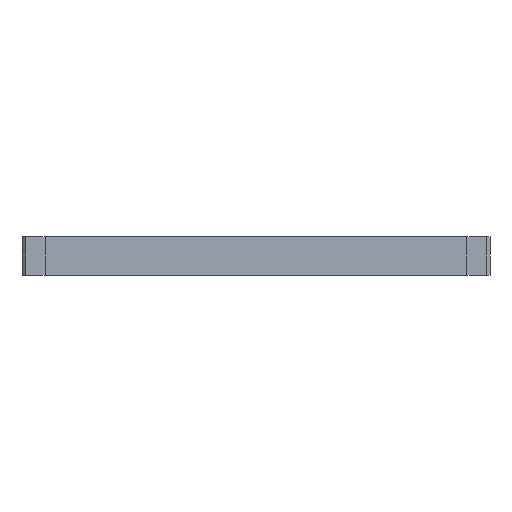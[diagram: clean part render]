
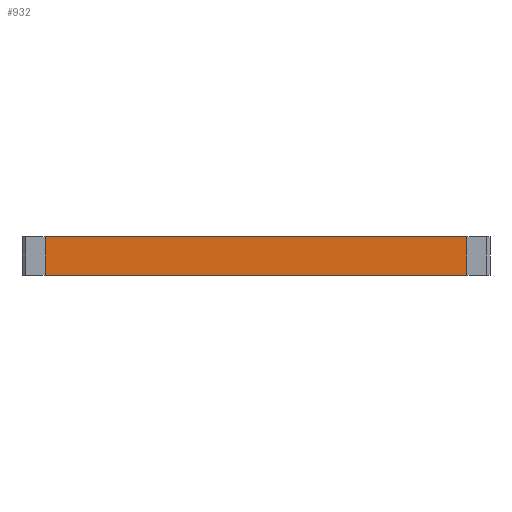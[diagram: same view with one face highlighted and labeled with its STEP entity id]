
A CAD part, left-side view. The second image highlights one B-rep face of the part: STEP entity #932.
In plain terms, the highlighted planar face has unit normal (-1, 0, 0).
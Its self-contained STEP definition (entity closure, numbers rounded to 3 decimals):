
#47=PLANE('',#1050);
#94=FACE_OUTER_BOUND('',#150,.T.);
#150=EDGE_LOOP('',(#786,#787,#788,#789));
#202=LINE('',#1466,#286);
#239=LINE('',#1583,#323);
#240=LINE('',#1586,#324);
#241=LINE('',#1587,#325);
#286=VECTOR('',#1187,10.);
#323=VECTOR('',#1304,10.);
#324=VECTOR('',#1307,10.);
#325=VECTOR('',#1308,10.);
#425=VERTEX_POINT('',#1463);
#426=VERTEX_POINT('',#1465);
#466=VERTEX_POINT('',#1581);
#467=VERTEX_POINT('',#1585);
#531=EDGE_CURVE('',#425,#426,#202,.T.);
#588=EDGE_CURVE('',#425,#466,#239,.T.);
#589=EDGE_CURVE('',#467,#466,#240,.T.);
#590=EDGE_CURVE('',#426,#467,#241,.T.);
#786=ORIENTED_EDGE('',*,*,#531,.F.);
#787=ORIENTED_EDGE('',*,*,#588,.T.);
#788=ORIENTED_EDGE('',*,*,#589,.F.);
#789=ORIENTED_EDGE('',*,*,#590,.F.);
#932=ADVANCED_FACE('',(#94),#47,.T.);
#1050=AXIS2_PLACEMENT_3D('',#1584,#1305,#1306);
#1187=DIRECTION('',(0.,-1.,0.));
#1304=DIRECTION('',(0.,0.,-1.));
#1305=DIRECTION('center_axis',(-1.,0.,0.));
#1306=DIRECTION('ref_axis',(0.,1.,0.));
#1307=DIRECTION('',(0.,1.,0.));
#1308=DIRECTION('',(0.,0.,-1.));
#1463=CARTESIAN_POINT('',(-15.,27.5,0.));
#1465=CARTESIAN_POINT('',(-15.,-27.5,0.));
#1466=CARTESIAN_POINT('',(-15.,27.5,0.));
#1581=CARTESIAN_POINT('',(-15.,27.5,-5.));
#1583=CARTESIAN_POINT('',(-15.,27.5,0.));
#1584=CARTESIAN_POINT('Origin',(-15.,-27.5,0.));
#1585=CARTESIAN_POINT('',(-15.,-27.5,-5.));
#1586=CARTESIAN_POINT('',(-15.,27.5,-5.));
#1587=CARTESIAN_POINT('',(-15.,-27.5,0.));
